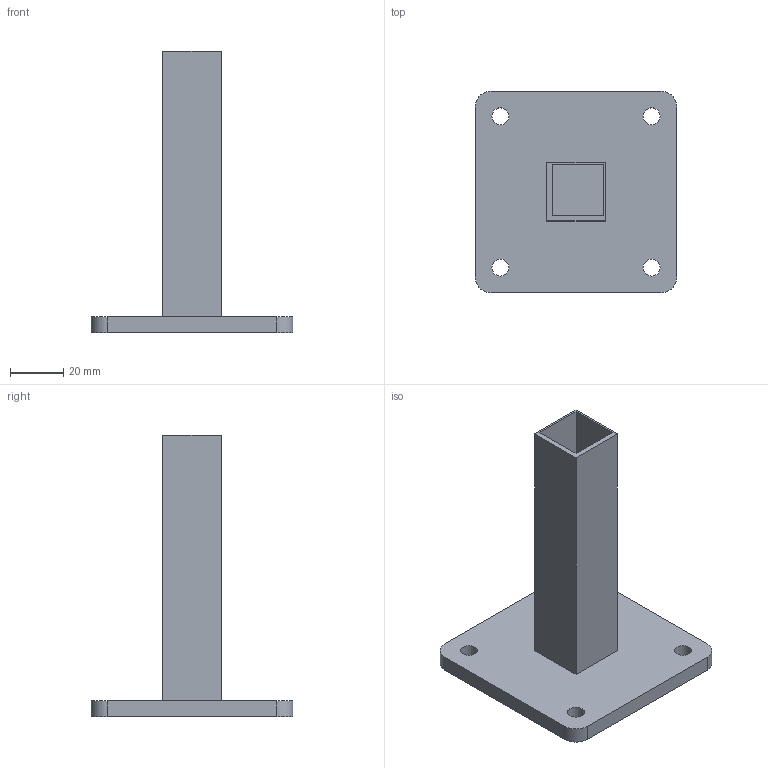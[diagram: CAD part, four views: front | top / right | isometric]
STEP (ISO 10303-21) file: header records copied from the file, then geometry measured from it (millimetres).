
FILE_DESCRIPTION(('STEP AP214'),'1');
FILE_NAME('100-346.stp','2014-07-06T20:44:33',(' '),(' '),'Spatial InterOp 3D',' ',' ');
FILE_SCHEMA(('automotive_design'));
Length unit declared in the file: metre
Products named in the file (1): 1
Bounding box: 76 x 76 x 106 mm (x, y, z)
Volume: 45042.3 mm3; surface area: 29977.6 mm2
Topology: 1 solids, 1 shells, 24 faces, 60 edges, 40 vertices
Faces by surface type: plane 16, cylinder 8
Full cylindrical faces by diameter (mm): 6.4 x4
Entity records: 925 total; most frequent: DIRECTION 122, CARTESIAN_POINT 121, ORIENTED_EDGE 112, EDGE_CURVE 56, AXIS2_PLACEMENT_3D 41, VERTEX_POINT 40, LINE 40, VECTOR 40
